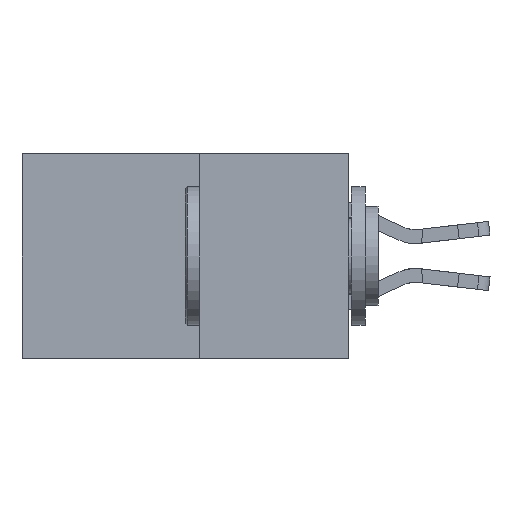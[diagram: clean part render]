
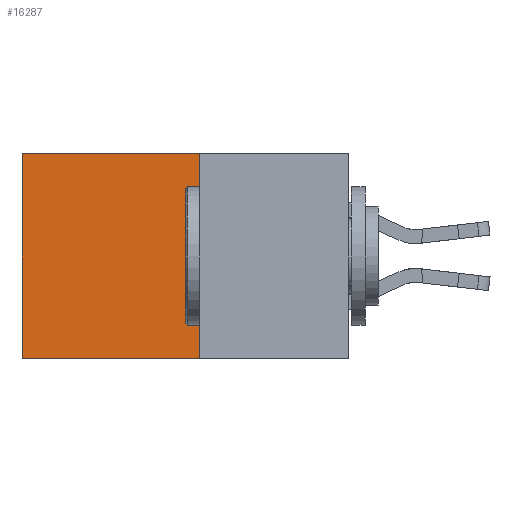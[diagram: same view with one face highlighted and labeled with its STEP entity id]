
A CAD part, left-side view. The second image highlights one B-rep face of the part: STEP entity #16287.
In plain terms, the highlighted planar face has unit normal (-1, 0, 0).
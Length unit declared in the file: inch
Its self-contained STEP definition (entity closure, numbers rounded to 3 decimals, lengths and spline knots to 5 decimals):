
#505 = ORIENTED_EDGE ( 'NONE', *, *, #23366, .F. ) ;
#553 = AXIS2_PLACEMENT_3D ( 'NONE', #5706, #8009, #23889 ) ;
#568 = CARTESIAN_POINT ( 'NONE',  ( 0.277, 0.27, 0. ) ) ;
#1111 = CARTESIAN_POINT ( 'NONE',  ( 0.277, 0.59, -0.37 ) ) ;
#1248 = ORIENTED_EDGE ( 'NONE', *, *, #24908, .T. ) ;
#1483 = VERTEX_POINT ( 'NONE', #12230 ) ;
#3407 = PLANE ( 'NONE',  #553 ) ;
#5211 = CARTESIAN_POINT ( 'NONE',  ( 0.277, 0.27, -0.37 ) ) ;
#5706 = CARTESIAN_POINT ( 'NONE',  ( 0.277, 0.27, -0.37 ) ) ;
#6986 = CARTESIAN_POINT ( 'NONE',  ( 0.277, 0.59, -0.37 ) ) ;
#7010 = EDGE_CURVE ( 'NONE', #1483, #13986, #25983, .T. ) ;
#7120 = VECTOR ( 'NONE', #7514, 39.37008 ) ;
#7514 = DIRECTION ( 'NONE',  ( 0., 1., 0. ) ) ;
#7529 = DIRECTION ( 'NONE',  ( 0., 0., -1. ) ) ;
#7582 = LINE ( 'NONE', #17713, #18928 ) ;
#7890 = VECTOR ( 'NONE', #7529, 39.37008 ) ;
#8009 = DIRECTION ( 'NONE',  ( 1., 0., 0. ) ) ;
#8278 = ORIENTED_EDGE ( 'NONE', *, *, #7010, .F. ) ;
#12230 = CARTESIAN_POINT ( 'NONE',  ( 0.277, 0.27, 0. ) ) ;
#12529 = ORIENTED_EDGE ( 'NONE', *, *, #17494, .T. ) ;
#13986 = VERTEX_POINT ( 'NONE', #26245 ) ;
#14365 = VERTEX_POINT ( 'NONE', #18313 ) ;
#16287 = ADVANCED_FACE ( 'NONE', ( #21977 ), #3407, .F. ) ;
#17494 = EDGE_CURVE ( 'NONE', #14365, #29185, #19391, .T. ) ;
#17713 = CARTESIAN_POINT ( 'NONE',  ( 0.277, 0.27, -0.37 ) ) ;
#18313 = CARTESIAN_POINT ( 'NONE',  ( 0.277, 0.59, 0. ) ) ;
#18682 = VECTOR ( 'NONE', #28351, 39.37008 ) ;
#18928 = VECTOR ( 'NONE', #19973, 39.37008 ) ;
#19391 = LINE ( 'NONE', #1111, #18682 ) ;
#19893 = LINE ( 'NONE', #568, #7120 ) ;
#19973 = DIRECTION ( 'NONE',  ( 0., 1., 0. ) ) ;
#20209 = EDGE_LOOP ( 'NONE', ( #12529, #505, #8278, #1248 ) ) ;
#21977 = FACE_OUTER_BOUND ( 'NONE', #20209, .T. ) ;
#23366 = EDGE_CURVE ( 'NONE', #13986, #29185, #7582, .T. ) ;
#23889 = DIRECTION ( 'NONE',  ( 0., 0., -1. ) ) ;
#24908 = EDGE_CURVE ( 'NONE', #1483, #14365, #19893, .T. ) ;
#25983 = LINE ( 'NONE', #5211, #7890 ) ;
#26245 = CARTESIAN_POINT ( 'NONE',  ( 0.277, 0.27, -0.37 ) ) ;
#28351 = DIRECTION ( 'NONE',  ( 0., 0., -1. ) ) ;
#29185 = VERTEX_POINT ( 'NONE', #6986 ) ;
